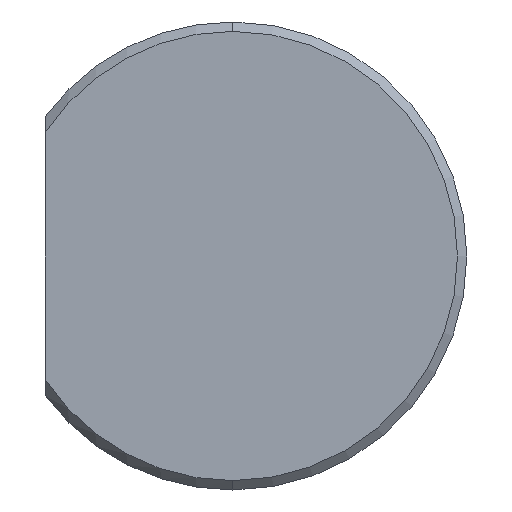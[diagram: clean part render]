
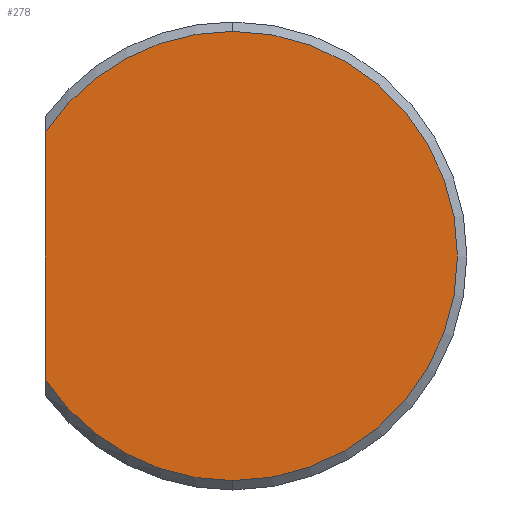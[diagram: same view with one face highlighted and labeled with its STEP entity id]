
A CAD part, front view. The second image highlights one B-rep face of the part: STEP entity #278.
In plain terms, the highlighted planar face has unit normal (0, -1, 0).
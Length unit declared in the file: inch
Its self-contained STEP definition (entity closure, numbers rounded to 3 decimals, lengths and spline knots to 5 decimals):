
#18 = DIRECTION ( 'NONE',  ( 0., 0., 1. ) ) ;
#44 = LINE ( 'NONE', #184, #301 ) ;
#47 = CARTESIAN_POINT ( 'NONE',  ( 0., 0., 0. ) ) ;
#60 = FACE_OUTER_BOUND ( 'NONE', #344, .T. ) ;
#63 = EDGE_CURVE ( 'NONE', #103, #361, #325, .T. ) ;
#79 = AXIS2_PLACEMENT_3D ( 'NONE', #410, #235, #18 ) ;
#83 = EDGE_CURVE ( 'NONE', #352, #361, #44, .T. ) ;
#84 = CARTESIAN_POINT ( 'NONE',  ( -0.10015, 0., 0.06583 ) ) ;
#91 = DIRECTION ( 'NONE',  ( 0., 0., 1. ) ) ;
#94 = CARTESIAN_POINT ( 'NONE',  ( 0., 0., 0.11985 ) ) ;
#103 = VERTEX_POINT ( 'NONE', #94 ) ;
#107 = EDGE_CURVE ( 'NONE', #352, #198, #320, .T. ) ;
#111 = ORIENTED_EDGE ( 'NONE', *, *, #63, .T. ) ;
#113 = PLANE ( 'NONE',  #343 ) ;
#125 = DIRECTION ( 'NONE',  ( 0., -1., 0. ) ) ;
#149 = CARTESIAN_POINT ( 'NONE',  ( 0., 0., -0.11985 ) ) ;
#154 = AXIS2_PLACEMENT_3D ( 'NONE', #47, #282, #91 ) ;
#169 = ORIENTED_EDGE ( 'NONE', *, *, #107, .T. ) ;
#184 = CARTESIAN_POINT ( 'NONE',  ( -0.10015, 0., -0.07455 ) ) ;
#187 = AXIS2_PLACEMENT_3D ( 'NONE', #258, #125, #335 ) ;
#194 = DIRECTION ( 'NONE',  ( 0., 1., 0. ) ) ;
#198 = VERTEX_POINT ( 'NONE', #149 ) ;
#214 = CARTESIAN_POINT ( 'NONE',  ( 0., 0., 0. ) ) ;
#226 = DIRECTION ( 'NONE',  ( 0., 0., 1. ) ) ;
#235 = DIRECTION ( 'NONE',  ( 0., -1., 0. ) ) ;
#249 = DIRECTION ( 'NONE',  ( 0., 0., 1. ) ) ;
#258 = CARTESIAN_POINT ( 'NONE',  ( 0., 0., 0. ) ) ;
#278 = ADVANCED_FACE ( 'NONE', ( #60 ), #113, .F. ) ;
#282 = DIRECTION ( 'NONE',  ( 0., -1., 0. ) ) ;
#286 = ORIENTED_EDGE ( 'NONE', *, *, #405, .T. ) ;
#298 = CIRCLE ( 'NONE', #79, 0.11985 ) ;
#301 = VECTOR ( 'NONE', #249, 39.37008 ) ;
#310 = CARTESIAN_POINT ( 'NONE',  ( -0.10015, 0., -0.06583 ) ) ;
#320 = CIRCLE ( 'NONE', #154, 0.11985 ) ;
#325 = CIRCLE ( 'NONE', #187, 0.11985 ) ;
#335 = DIRECTION ( 'NONE',  ( 0., 0., 1. ) ) ;
#343 = AXIS2_PLACEMENT_3D ( 'NONE', #214, #194, #226 ) ;
#344 = EDGE_LOOP ( 'NONE', ( #417, #169, #286, #111 ) ) ;
#352 = VERTEX_POINT ( 'NONE', #310 ) ;
#361 = VERTEX_POINT ( 'NONE', #84 ) ;
#405 = EDGE_CURVE ( 'NONE', #198, #103, #298, .T. ) ;
#410 = CARTESIAN_POINT ( 'NONE',  ( 0., 0., 0. ) ) ;
#417 = ORIENTED_EDGE ( 'NONE', *, *, #83, .F. ) ;
